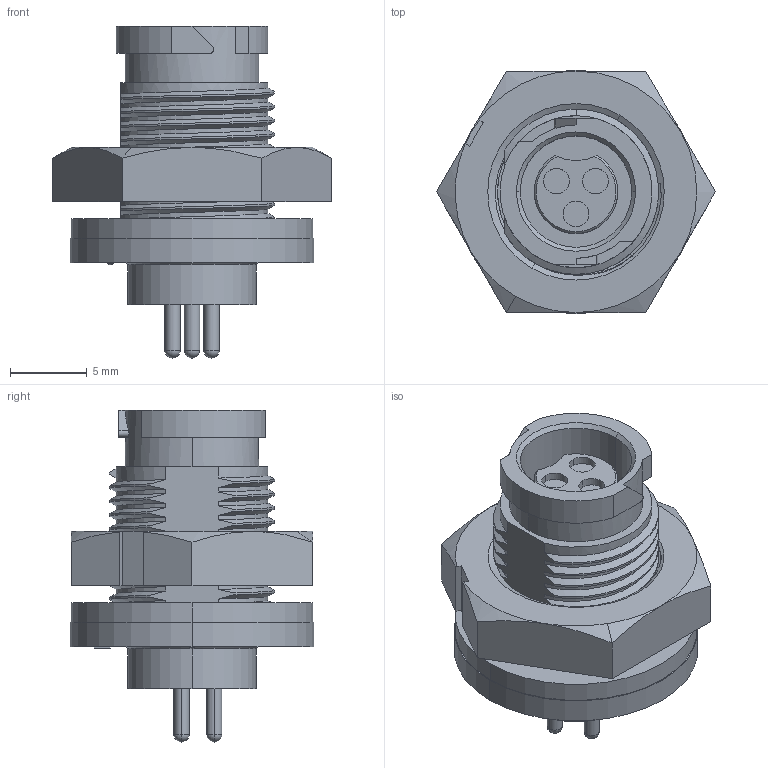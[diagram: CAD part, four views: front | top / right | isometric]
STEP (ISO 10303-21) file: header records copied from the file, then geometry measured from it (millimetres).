
FILE_DESCRIPTION (( 'STEP AP203' ), '1' );
FILE_NAME ('W17281-3SG-P-300.STEP', '2021-01-13T16:57:08', ( '' ), ( '' ), 'SwSTEP 2.0', 'SolidWorks 2020', '' );
FILE_SCHEMA (( 'CONFIG_CONTROL_DESIGN' ));
Length unit declared in the file: millimetre
Products named in the file (4): HEX NUT.step; GASKET.step; W17281-3SG-P-300; W17281-3SG-P.step
Assembly tree (3 placements, depth 2):
  W17281-3SG-P-300
    GASKET.step
    HEX NUT.step
    W17281-3SG-P.step
Bounding box: 18.18 x 15.88 x 21.64 mm (x, y, z)
Volume: 1870.7 mm3; surface area: 2450 mm2
Topology: 3 solids, 3 shells, 200 faces, 506 edges, 329 vertices
Faces by surface type: cylinder 80, plane 56, bspline 38, cone 16, torus 8, sphere 2
Entity records: 14464 total; most frequent: CARTESIAN_POINT 9671, ORIENTED_EDGE 1006, DIRECTION 801, EDGE_CURVE 503, VERTEX_POINT 328, AXIS2_PLACEMENT_3D 300, EDGE_LOOP 223, LINE 201
